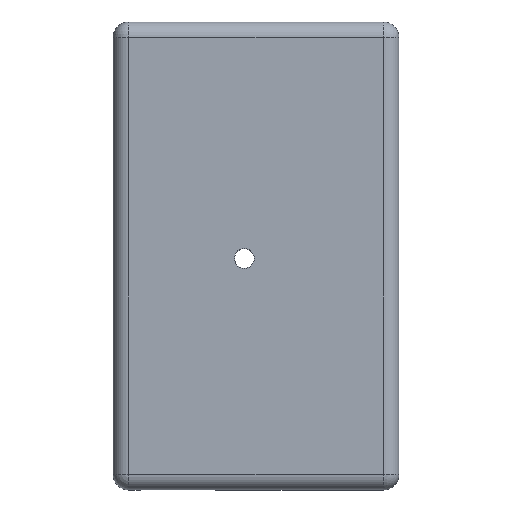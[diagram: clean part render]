
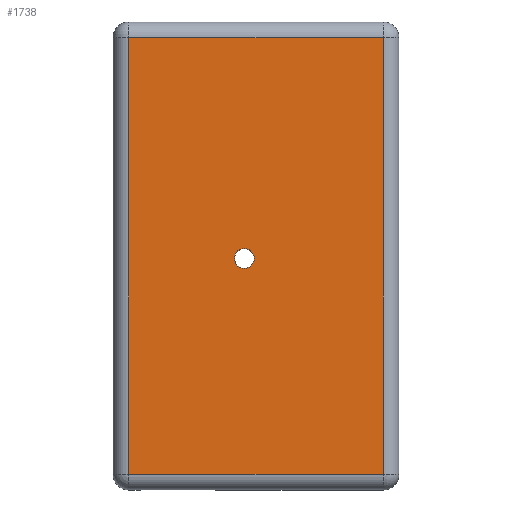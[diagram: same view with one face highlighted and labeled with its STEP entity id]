
A CAD part, top view. The second image highlights one B-rep face of the part: STEP entity #1738.
In plain terms, the highlighted planar face has unit normal (0, 0, 1).
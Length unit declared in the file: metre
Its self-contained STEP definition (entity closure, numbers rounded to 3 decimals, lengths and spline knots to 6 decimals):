
#82=CIRCLE('',#1865,0.001899);
#292=ORIENTED_EDGE('',*,*,#789,.F.);
#293=ORIENTED_EDGE('',*,*,#790,.F.);
#294=ORIENTED_EDGE('',*,*,#791,.F.);
#295=ORIENTED_EDGE('',*,*,#792,.F.);
#296=ORIENTED_EDGE('',*,*,#793,.F.);
#789=EDGE_CURVE('',#1028,#1028,#82,.F.);
#790=EDGE_CURVE('',#1029,#1030,#1200,.T.);
#791=EDGE_CURVE('',#1031,#1029,#1201,.T.);
#792=EDGE_CURVE('',#1032,#1031,#1202,.T.);
#793=EDGE_CURVE('',#1030,#1032,#1203,.F.);
#1028=VERTEX_POINT('',#2759);
#1029=VERTEX_POINT('',#2761);
#1030=VERTEX_POINT('',#2762);
#1031=VERTEX_POINT('',#2764);
#1032=VERTEX_POINT('',#2766);
#1200=LINE('',#2760,#1390);
#1201=LINE('',#2763,#1391);
#1202=LINE('',#2765,#1392);
#1203=LINE('',#2767,#1393);
#1390=VECTOR('',#2180,1.);
#1391=VECTOR('',#2181,1.);
#1392=VECTOR('',#2182,1.);
#1393=VECTOR('',#2183,1.);
#1477=EDGE_LOOP('',(#292));
#1478=EDGE_LOOP('',(#293,#294,#295,#296));
#1577=FACE_BOUND('',#1477,.T.);
#1578=FACE_BOUND('',#1478,.T.);
#1674=PLANE('',#1864);
#1738=ADVANCED_FACE('',(#1577,#1578),#1674,.F.);
#1864=AXIS2_PLACEMENT_3D('',#2757,#2176,#2177);
#1865=AXIS2_PLACEMENT_3D('',#2758,#2178,#2179);
#2176=DIRECTION('',(0.,0.,-1.));
#2177=DIRECTION('',(1.,0.,0.));
#2178=DIRECTION('',(0.,0.,-1.));
#2179=DIRECTION('',(-1.,0.,0.));
#2180=DIRECTION('',(1.,0.,0.));
#2181=DIRECTION('',(0.,1.,0.));
#2182=DIRECTION('',(-1.,0.,0.));
#2183=DIRECTION('',(0.,1.,0.));
#2757=CARTESIAN_POINT('',(0.,0.0005,0.012));
#2758=CARTESIAN_POINT('',(-0.002252,0.,0.012));
#2759=CARTESIAN_POINT('',(-0.004151,0.,0.012));
#2760=CARTESIAN_POINT('',(0.,0.0425,0.012));
#2761=CARTESIAN_POINT('',(-0.0245,0.0425,0.012));
#2762=CARTESIAN_POINT('',(0.0245,0.0425,0.012));
#2763=CARTESIAN_POINT('',(-0.0245,0.0005,0.012));
#2764=CARTESIAN_POINT('',(-0.0245,-0.0415,0.012));
#2765=CARTESIAN_POINT('',(0.,-0.0415,0.012));
#2766=CARTESIAN_POINT('',(0.0245,-0.0415,0.012));
#2767=CARTESIAN_POINT('',(0.0245,-0.0445,0.012));
